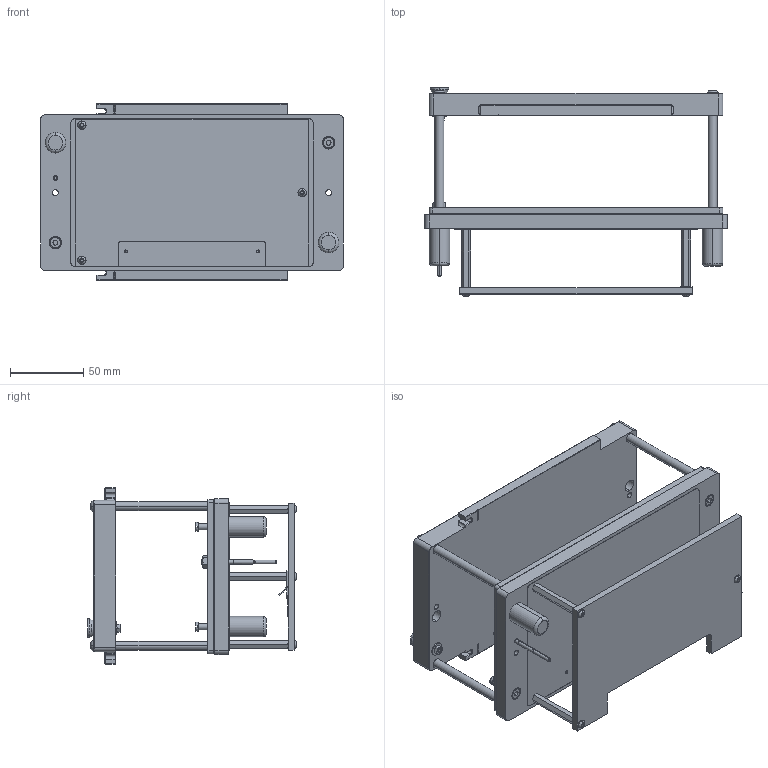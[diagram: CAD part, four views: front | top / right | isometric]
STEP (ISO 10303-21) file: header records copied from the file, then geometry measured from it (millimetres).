
FILE_DESCRIPTION (( 'STEP AP214' ), '1' );
FILE_NAME ('46200-KIT~2.STEP', '2019-09-19T09:04:24', ( '' ), ( '' ), 'SwSTEP 2.0', 'SolidWorks 2018', '' );
FILE_SCHEMA (( 'AUTOMOTIVE_DESIGN' ));
Length unit declared in the file: millimetre
Products named in the file (31): 2196~6; ISO7380~n_M04,0x020; 34851~0_S; 46200-KIT~2; 28377~12; 53731~0; 9286~0; DIN7991~n_M04,0x010; 45634~5_S; 37675~0_S; 5015~0; Gewindebuchse~n_M04-09,5 offen; GKS-114-0015~-g-k-s_Hub = 16,0 AH<S>; 41899~3_flexiebel GKS auf AH <S>; ISO7380~n_M03,0x010; DIN934~n_M03,0; 2229~6; 101905~1_S; 48213~0_S; 41369~1_S; DIN7991~n_M03,0x016 VA; 3917~3_M 3 A; DIN7991~n_M03,0x020; KS-113-Master~-k-s_KS-113 23; SKB-II~-s-k-i-i_M3,0x40 St; 45635~0_ohne Transportschrauben<S>; 41217~2_S; 30807~6; 39020~4_hub max 7 <S>; 35419~0; 1583~0_Hub 15mm<Standard>
Assembly tree (48 placements, depth 4):
  46200-KIT~2
    39020~4_hub max 7 <S>
      101905~1_S
        28377~12
      30807~6
      41217~2_S
      SKB-II~-s-k-i-i_M3,0x40 St  x3
      1583~0_Hub 15mm<Standard>  x2
      2229~6  x2
      2196~6  x2
      35419~0  x2
      41899~3_flexiebel GKS auf AH <S>
        KS-113-Master~-k-s_KS-113 23
        GKS-114-0015~-g-k-s_Hub = 16,0 AH<S>
        53731~0
        3917~3_M 3 A
      5015~0
      Gewindebuchse~n_M04-09,5 offen  x2
      34851~0_S
      37675~0_S
      ISO7380~n_M03,0x010  x3
      DIN7991~n_M04,0x010  x2
      DIN7991~n_M03,0x016 VA  x3
    45635~0_ohne Transportschrauben<S>
      45634~5_S
      41369~1_S  x4
      ISO7380~n_M04,0x020  x4
    48213~0_S
    DIN7991~n_M03,0x020
    9286~0
    DIN934~n_M03,0
Bounding box: 206 x 142.25 x 120 mm (x, y, z)
Volume: 694889.8 mm3; surface area: 210004.8 mm2
Topology: 47 solids, 47 shells, 1417 faces, 3358 edges, 2134 vertices
Faces by surface type: plane 626, cylinder 553, cone 184, torus 46, bspline 4, sphere 4
Entity records: 29783 total; most frequent: CARTESIAN_POINT 6353, DIRECTION 4807, ORIENTED_EDGE 4234, EDGE_CURVE 2117, AXIS2_PLACEMENT_3D 1821, VERTEX_POINT 1361, LINE 1165, VECTOR 1165
